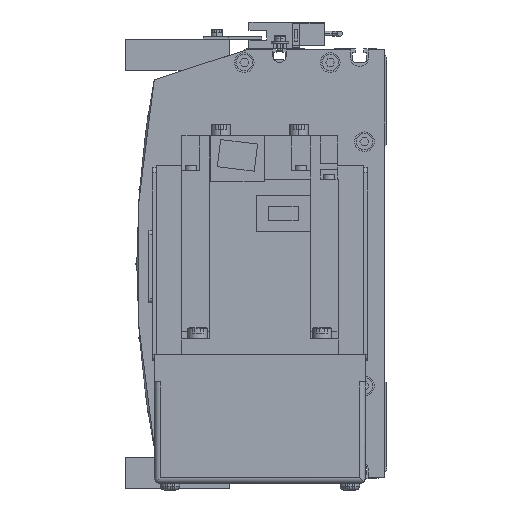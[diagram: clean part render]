
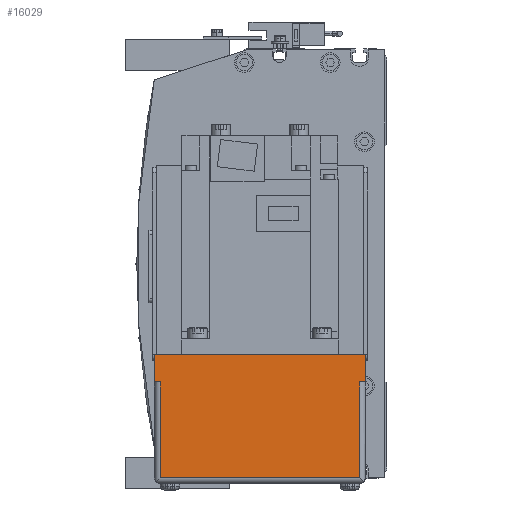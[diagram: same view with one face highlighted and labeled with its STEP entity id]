
A CAD part, left-side view. The second image highlights one B-rep face of the part: STEP entity #16029.
In plain terms, the highlighted planar face has unit normal (-1, 0, 0).
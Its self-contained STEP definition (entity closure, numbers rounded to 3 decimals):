
#170 = ORIENTED_EDGE ( 'NONE', *, *, #27743, .T. ) ;
#284 = LINE ( 'NONE', #3539, #28916 ) ;
#990 = EDGE_CURVE ( 'NONE', #23833, #42094, #1083, .T. ) ;
#1083 = LINE ( 'NONE', #18195, #23592 ) ;
#2291 = CARTESIAN_POINT ( 'NONE',  ( -216.5, 119., -46.5 ) ) ;
#2858 = VECTOR ( 'NONE', #36938, 1000. ) ;
#3539 = CARTESIAN_POINT ( 'NONE',  ( -216.5, 14., -112.5 ) ) ;
#3626 = LINE ( 'NONE', #16640, #37885 ) ;
#4915 = FACE_OUTER_BOUND ( 'NONE', #14105, .T. ) ;
#5379 = AXIS2_PLACEMENT_3D ( 'NONE', #34714, #32053, #22256 ) ;
#5612 = VERTEX_POINT ( 'NONE', #22630 ) ;
#6667 = DIRECTION ( 'NONE',  ( 0., 0., 1. ) ) ;
#7124 = VECTOR ( 'NONE', #19795, 1000. ) ;
#7837 = LINE ( 'NONE', #21273, #40055 ) ;
#8495 = ORIENTED_EDGE ( 'NONE', *, *, #20402, .F. ) ;
#9021 = ORIENTED_EDGE ( 'NONE', *, *, #990, .T. ) ;
#12252 = EDGE_CURVE ( 'NONE', #5612, #33345, #3626, .T. ) ;
#13500 = LINE ( 'NONE', #23269, #7124 ) ;
#14105 = EDGE_LOOP ( 'NONE', ( #42011, #35582, #9021, #14579, #8495, #36407, #170, #21530 ) ) ;
#14579 = ORIENTED_EDGE ( 'NONE', *, *, #30002, .T. ) ;
#15038 = LINE ( 'NONE', #25035, #20558 ) ;
#15131 = EDGE_CURVE ( 'NONE', #39456, #23833, #284, .T. ) ;
#15513 = PLANE ( 'NONE',  #5379 ) ;
#16029 = ADVANCED_FACE ( 'NONE', ( #4915 ), #15513, .T. ) ;
#16640 = CARTESIAN_POINT ( 'NONE',  ( -216.5, 116., -112.5 ) ) ;
#16755 = DIRECTION ( 'NONE',  ( 0., 0., 1. ) ) ;
#17580 = VERTEX_POINT ( 'NONE', #19159 ) ;
#17760 = DIRECTION ( 'NONE',  ( 0., -1., 0. ) ) ;
#18170 = CARTESIAN_POINT ( 'NONE',  ( -216.5, 14., -109.5 ) ) ;
#18195 = CARTESIAN_POINT ( 'NONE',  ( -216.5, 119., -60.5 ) ) ;
#19159 = CARTESIAN_POINT ( 'NONE',  ( -216.5, 11., -46.5 ) ) ;
#19563 = CARTESIAN_POINT ( 'NONE',  ( -216.5, 11., -60.5 ) ) ;
#19795 = DIRECTION ( 'NONE',  ( 0., 0., 1. ) ) ;
#20402 = EDGE_CURVE ( 'NONE', #24997, #17580, #21793, .T. ) ;
#20558 = VECTOR ( 'NONE', #38356, 1000. ) ;
#20833 = CARTESIAN_POINT ( 'NONE',  ( -216.5, 14., -60.5 ) ) ;
#21273 = CARTESIAN_POINT ( 'NONE',  ( -216.5, 119., -60.5 ) ) ;
#21530 = ORIENTED_EDGE ( 'NONE', *, *, #12252, .F. ) ;
#21793 = LINE ( 'NONE', #2291, #32942 ) ;
#22256 = DIRECTION ( 'NONE',  ( 0., 0., 1. ) ) ;
#22537 = CARTESIAN_POINT ( 'NONE',  ( -216.5, 116., -60.5 ) ) ;
#22630 = CARTESIAN_POINT ( 'NONE',  ( -216.5, 116., -109.5 ) ) ;
#23269 = CARTESIAN_POINT ( 'NONE',  ( -216.5, 11., -60.5 ) ) ;
#23592 = VECTOR ( 'NONE', #17760, 1000. ) ;
#23677 = EDGE_CURVE ( 'NONE', #5612, #39456, #15038, .T. ) ;
#23833 = VERTEX_POINT ( 'NONE', #20833 ) ;
#24997 = VERTEX_POINT ( 'NONE', #40288 ) ;
#25035 = CARTESIAN_POINT ( 'NONE',  ( -216.5, 150., -109.5 ) ) ;
#27743 = EDGE_CURVE ( 'NONE', #31917, #33345, #30162, .T. ) ;
#28916 = VECTOR ( 'NONE', #16755, 1000. ) ;
#30002 = EDGE_CURVE ( 'NONE', #42094, #17580, #13500, .T. ) ;
#30162 = LINE ( 'NONE', #40229, #2858 ) ;
#31917 = VERTEX_POINT ( 'NONE', #35479 ) ;
#32053 = DIRECTION ( 'NONE',  ( -1., 0., 0. ) ) ;
#32475 = DIRECTION ( 'NONE',  ( 0., -1., 0. ) ) ;
#32942 = VECTOR ( 'NONE', #32475, 1000. ) ;
#33345 = VERTEX_POINT ( 'NONE', #22537 ) ;
#34714 = CARTESIAN_POINT ( 'NONE',  ( -216.5, 119., -60.5 ) ) ;
#35479 = CARTESIAN_POINT ( 'NONE',  ( -216.5, 119., -60.5 ) ) ;
#35582 = ORIENTED_EDGE ( 'NONE', *, *, #15131, .T. ) ;
#36407 = ORIENTED_EDGE ( 'NONE', *, *, #36500, .F. ) ;
#36500 = EDGE_CURVE ( 'NONE', #31917, #24997, #7837, .T. ) ;
#36938 = DIRECTION ( 'NONE',  ( 0., -1., 0. ) ) ;
#37885 = VECTOR ( 'NONE', #6667, 1000. ) ;
#38356 = DIRECTION ( 'NONE',  ( 0., -1., 0. ) ) ;
#38883 = DIRECTION ( 'NONE',  ( 0., 0., 1. ) ) ;
#39456 = VERTEX_POINT ( 'NONE', #18170 ) ;
#40055 = VECTOR ( 'NONE', #38883, 1000. ) ;
#40229 = CARTESIAN_POINT ( 'NONE',  ( -216.5, 119., -60.5 ) ) ;
#40288 = CARTESIAN_POINT ( 'NONE',  ( -216.5, 119., -46.5 ) ) ;
#42011 = ORIENTED_EDGE ( 'NONE', *, *, #23677, .T. ) ;
#42094 = VERTEX_POINT ( 'NONE', #19563 ) ;
